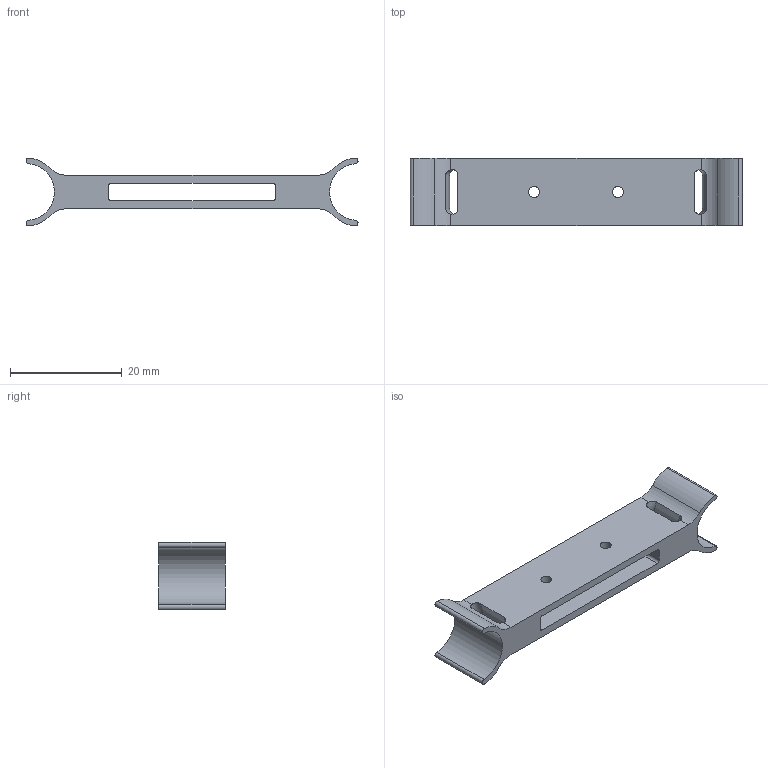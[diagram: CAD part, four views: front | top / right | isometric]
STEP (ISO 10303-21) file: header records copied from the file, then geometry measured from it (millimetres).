
FILE_DESCRIPTION(/* description */ (''),/* implementation_level */ '2;1');
FILE_NAME(/* name */ 'devFrame Cross Mount Center.step',/* time_stamp */ '2020-01-19T17:33:16-06:00',/* author */ (''),/* organization */ (''),/* preprocessor_version */ 'ST-DEVELOPER v18',/* originating_system */ 'Autodesk Translation Framework v8.12.0.6',/* authorisation */ '');
FILE_SCHEMA (('AUTOMOTIVE_DESIGN { 1 0 10303 214 3 1 1 }'));
Length unit declared in the file: millimetre
Products named in the file (1): devFrame Cross Mount Center
Bounding box: 59.5 x 12 x 12.15 mm (x, y, z)
Volume: 2560.5 mm3; surface area: 3300.8 mm2
Topology: 1 solids, 1 shells, 38 faces, 128 edges, 88 vertices
Faces by surface type: cylinder 26, plane 8, torus 4
Full cylindrical faces by diameter (mm): 2 x4
Entity records: 1617 total; most frequent: CARTESIAN_POINT 431, ORIENTED_EDGE 256, DIRECTION 234, EDGE_CURVE 128, AXIS2_PLACEMENT_3D 91, VERTEX_POINT 88, LINE 52, VECTOR 52
